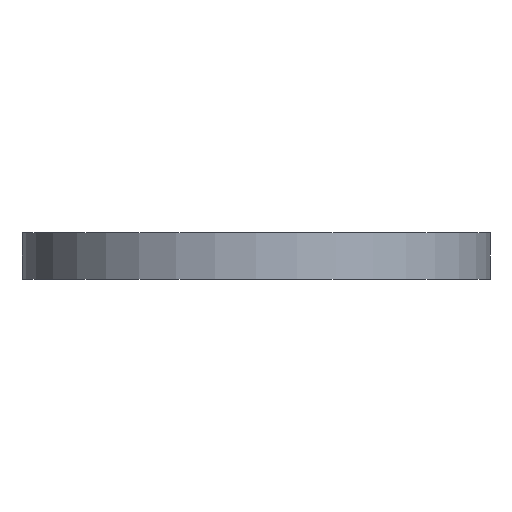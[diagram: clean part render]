
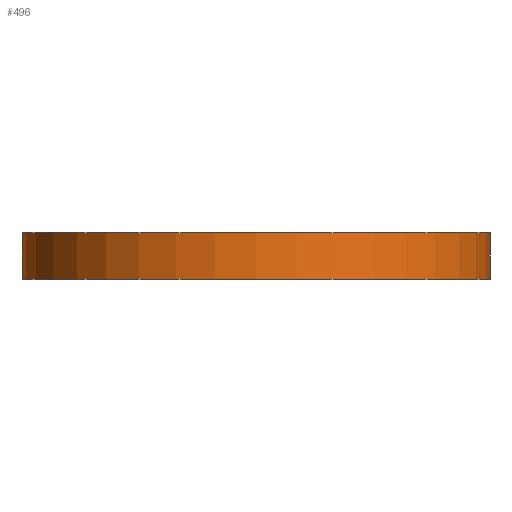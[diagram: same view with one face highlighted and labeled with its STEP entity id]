
A CAD part, left-side view. The second image highlights one B-rep face of the part: STEP entity #496.
In plain terms, the highlighted cylindrical face has radius 25 mm (diameter 50 mm), a partial arc.
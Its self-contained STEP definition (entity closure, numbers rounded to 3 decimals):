
#61 = VECTOR ( 'NONE', #708, 1000. ) ;
#65 = AXIS2_PLACEMENT_3D ( 'NONE', #182, #434, #502 ) ;
#86 = DIRECTION ( 'NONE',  ( 0., 0., 1. ) ) ;
#95 = ORIENTED_EDGE ( 'NONE', *, *, #103, .F. ) ;
#103 = EDGE_CURVE ( 'NONE', #761, #156, #283, .T. ) ;
#111 = EDGE_CURVE ( 'NONE', #761, #568, #546, .T. ) ;
#120 = AXIS2_PLACEMENT_3D ( 'NONE', #522, #462, #666 ) ;
#156 = VERTEX_POINT ( 'NONE', #168 ) ;
#161 = ORIENTED_EDGE ( 'NONE', *, *, #637, .T. ) ;
#168 = CARTESIAN_POINT ( 'NONE',  ( -105., 25., 0. ) ) ;
#182 = CARTESIAN_POINT ( 'NONE',  ( -105., 0., 0. ) ) ;
#220 = EDGE_CURVE ( 'NONE', #156, #348, #531, .T. ) ;
#283 = LINE ( 'NONE', #540, #725 ) ;
#298 = CYLINDRICAL_SURFACE ( 'NONE', #801, 25. ) ;
#319 = CARTESIAN_POINT ( 'NONE',  ( -105., -25., 0. ) ) ;
#348 = VERTEX_POINT ( 'NONE', #319 ) ;
#351 = FACE_OUTER_BOUND ( 'NONE', #604, .T. ) ;
#380 = CARTESIAN_POINT ( 'NONE',  ( -105., -25., -5. ) ) ;
#431 = ORIENTED_EDGE ( 'NONE', *, *, #111, .T. ) ;
#434 = DIRECTION ( 'NONE',  ( 0., 0., 1. ) ) ;
#462 = DIRECTION ( 'NONE',  ( 0., 0., 1. ) ) ;
#485 = ORIENTED_EDGE ( 'NONE', *, *, #220, .F. ) ;
#496 = ADVANCED_FACE ( 'NONE', ( #351 ), #298, .T. ) ;
#502 = DIRECTION ( 'NONE',  ( 1., 0., 0. ) ) ;
#512 = CARTESIAN_POINT ( 'NONE',  ( -105., -25., -5. ) ) ;
#522 = CARTESIAN_POINT ( 'NONE',  ( -105., 0., -5. ) ) ;
#531 = CIRCLE ( 'NONE', #65, 25. ) ;
#532 = DIRECTION ( 'NONE',  ( 0., 0., 1. ) ) ;
#540 = CARTESIAN_POINT ( 'NONE',  ( -105., 25., -5. ) ) ;
#543 = CARTESIAN_POINT ( 'NONE',  ( -105., 0., -5. ) ) ;
#546 = CIRCLE ( 'NONE', #120, 25. ) ;
#568 = VERTEX_POINT ( 'NONE', #512 ) ;
#570 = LINE ( 'NONE', #380, #61 ) ;
#604 = EDGE_LOOP ( 'NONE', ( #485, #95, #431, #161 ) ) ;
#616 = DIRECTION ( 'NONE',  ( 1., 0., 0. ) ) ;
#637 = EDGE_CURVE ( 'NONE', #568, #348, #570, .T. ) ;
#639 = CARTESIAN_POINT ( 'NONE',  ( -105., 25., -5. ) ) ;
#666 = DIRECTION ( 'NONE',  ( 1., 0., 0. ) ) ;
#708 = DIRECTION ( 'NONE',  ( 0., 0., 1. ) ) ;
#725 = VECTOR ( 'NONE', #532, 1000. ) ;
#761 = VERTEX_POINT ( 'NONE', #639 ) ;
#801 = AXIS2_PLACEMENT_3D ( 'NONE', #543, #86, #616 ) ;
